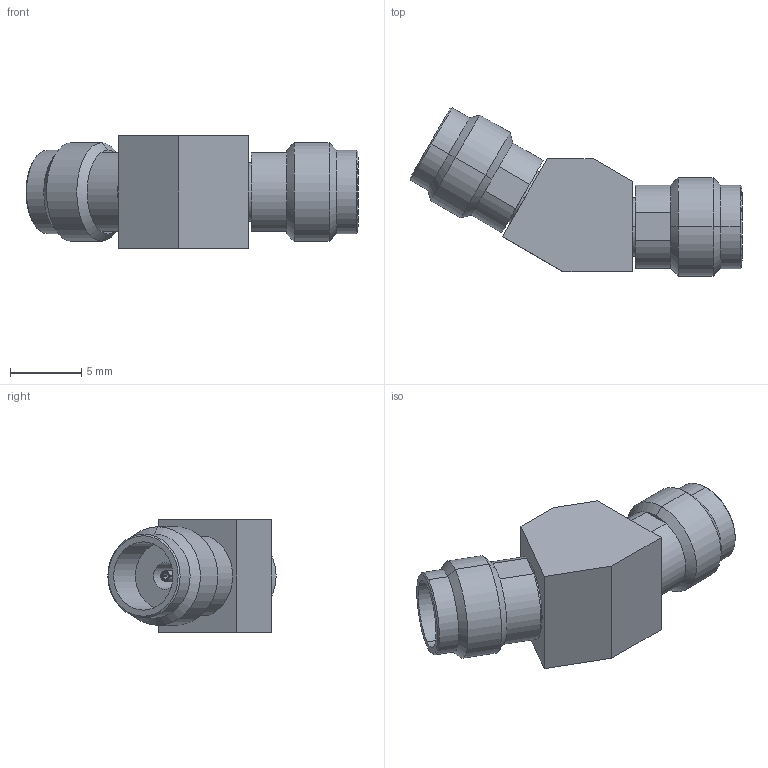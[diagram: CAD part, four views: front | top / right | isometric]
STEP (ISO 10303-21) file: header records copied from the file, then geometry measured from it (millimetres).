
FILE_DESCRIPTION (( 'STEP AP214' ), '1' );
FILE_NAME ('FMAD10106_3D.step', '2025-08-15T14:36:33', ( '' ), ( '' ), 'SwSTEP 2.0', 'SolidWorks 2022', '' );
FILE_SCHEMA (( 'AUTOMOTIVE_DESIGN' ));
Length unit declared in the file: inch
Products named in the file (3): AD45S-183-188-4-BODY_3; AD30S-183-188-3_3; FMAD10106_3D
Assembly tree (3 placements, depth 2):
  FMAD10106_3D
    AD30S-183-188-3_3
    AD45S-183-188-4-BODY_3  x2
Bounding box: 23.24 x 11.78 x 7.9 mm (x, y, z)
Volume: 783.3 mm3; surface area: 1029.1 mm2
Topology: 3 solids, 3 shells, 156 faces, 346 edges, 202 vertices
Faces by surface type: plane 60, cone 52, cylinder 44
Entity records: 2566 total; most frequent: CARTESIAN_POINT 516, DIRECTION 438, ORIENTED_EDGE 380, EDGE_CURVE 190, AXIS2_PLACEMENT_3D 179, VERTEX_POINT 113, EDGE_LOOP 93, FACE_OUTER_BOUND 87
